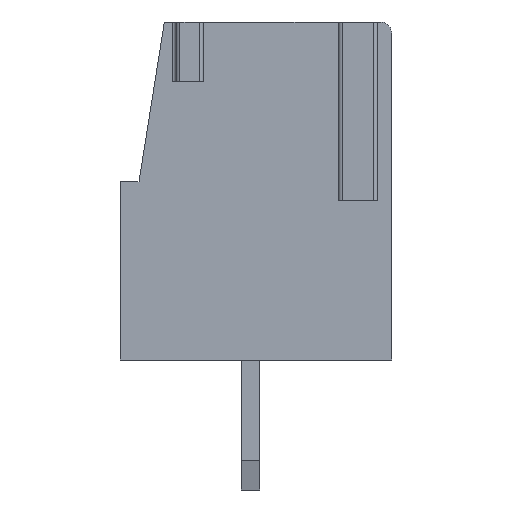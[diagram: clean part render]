
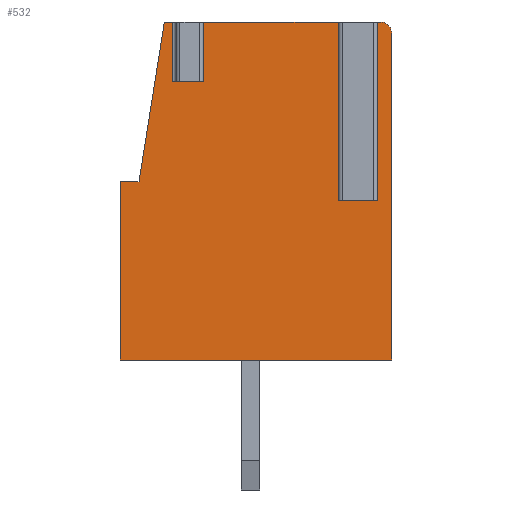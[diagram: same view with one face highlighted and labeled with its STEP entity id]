
A CAD part, left-side view. The second image highlights one B-rep face of the part: STEP entity #532.
In plain terms, the highlighted planar face has unit normal (-1, 0, 0).
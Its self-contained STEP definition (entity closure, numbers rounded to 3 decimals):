
#532 = ADVANCED_FACE( '', ( #1128 ), #1129, .F. );
#1128 = FACE_OUTER_BOUND( '', #1814, .T. );
#1129 = PLANE( '', #1815 );
#1814 = EDGE_LOOP( '', ( #3165, #3166, #3167, #3168, #3169, #3170, #3171, #3172, #3173, #3174, #3175, #3176, #3177, #3178, #3179 ) );
#1815 = AXIS2_PLACEMENT_3D( '', #3180, #3181, #3182 );
#3165 = ORIENTED_EDGE( '', *, *, #4898, .T. );
#3166 = ORIENTED_EDGE( '', *, *, #4623, .T. );
#3167 = ORIENTED_EDGE( '', *, *, #4899, .T. );
#3168 = ORIENTED_EDGE( '', *, *, #4525, .T. );
#3169 = ORIENTED_EDGE( '', *, *, #4900, .T. );
#3170 = ORIENTED_EDGE( '', *, *, #4901, .T. );
#3171 = ORIENTED_EDGE( '', *, *, #4902, .F. );
#3172 = ORIENTED_EDGE( '', *, *, #4903, .T. );
#3173 = ORIENTED_EDGE( '', *, *, #4904, .T. );
#3174 = ORIENTED_EDGE( '', *, *, #4905, .F. );
#3175 = ORIENTED_EDGE( '', *, *, #4906, .T. );
#3176 = ORIENTED_EDGE( '', *, *, #4907, .T. );
#3177 = ORIENTED_EDGE( '', *, *, #4908, .T. );
#3178 = ORIENTED_EDGE( '', *, *, #4909, .F. );
#3179 = ORIENTED_EDGE( '', *, *, #4910, .T. );
#3180 = CARTESIAN_POINT( '', ( -1.75, -8.03, 0. ) );
#3181 = DIRECTION( '', ( 1., 0., 0. ) );
#3182 = DIRECTION( '', ( 0., 0., 1. ) );
#4525 = EDGE_CURVE( '', #5517, #5526, #5528, .T. );
#4623 = EDGE_CURVE( '', #5691, #5695, #5697, .T. );
#4898 = EDGE_CURVE( '', #6108, #5691, #6109, .T. );
#4899 = EDGE_CURVE( '', #5695, #5517, #6110, .T. );
#4900 = EDGE_CURVE( '', #5526, #6111, #6112, .T. );
#4901 = EDGE_CURVE( '', #6111, #6113, #6114, .T. );
#4902 = EDGE_CURVE( '', #6115, #6113, #6116, .T. );
#4903 = EDGE_CURVE( '', #6115, #6117, #6118, .T. );
#4904 = EDGE_CURVE( '', #6117, #6119, #6120, .T. );
#4905 = EDGE_CURVE( '', #6121, #6119, #6122, .T. );
#4906 = EDGE_CURVE( '', #6121, #6123, #6124, .T. );
#4907 = EDGE_CURVE( '', #6123, #6125, #6126, .T. );
#4908 = EDGE_CURVE( '', #6125, #6127, #6128, .T. );
#4909 = EDGE_CURVE( '', #6129, #6127, #6130, .T. );
#4910 = EDGE_CURVE( '', #6129, #6108, #6131, .T. );
#5517 = VERTEX_POINT( '', #6931 );
#5526 = VERTEX_POINT( '', #6945 );
#5528 = LINE( '', #6948, #6949 );
#5691 = VERTEX_POINT( '', #7183 );
#5695 = VERTEX_POINT( '', #7189 );
#5697 = LINE( '', #7192, #7193 );
#6108 = VERTEX_POINT( '', #7797 );
#6109 = LINE( '', #7798, #7799 );
#6110 = LINE( '', #7800, #7801 );
#6111 = VERTEX_POINT( '', #7802 );
#6112 = LINE( '', #7803, #7804 );
#6113 = VERTEX_POINT( '', #7805 );
#6114 = LINE( '', #7806, #7807 );
#6115 = VERTEX_POINT( '', #7808 );
#6116 = CIRCLE( '', #7809, 0.3 );
#6117 = VERTEX_POINT( '', #7810 );
#6118 = LINE( '', #7811, #7812 );
#6119 = VERTEX_POINT( '', #7813 );
#6120 = LINE( '', #7814, #7815 );
#6121 = VERTEX_POINT( '', #7816 );
#6122 = LINE( '', #7817, #7818 );
#6123 = VERTEX_POINT( '', #7819 );
#6124 = LINE( '', #7820, #7821 );
#6125 = VERTEX_POINT( '', #7822 );
#6126 = LINE( '', #7823, #7824 );
#6127 = VERTEX_POINT( '', #7825 );
#6128 = LINE( '', #7826, #7827 );
#6129 = VERTEX_POINT( '', #7828 );
#6130 = LINE( '', #7829, #7830 );
#6131 = LINE( '', #7831, #7832 );
#6931 = CARTESIAN_POINT( '', ( -1.75, 0., 4.8 ) );
#6945 = CARTESIAN_POINT( '', ( -1.75, 0., 0. ) );
#6948 = CARTESIAN_POINT( '', ( -1.75, 0., 0. ) );
#6949 = VECTOR( '', #8511, 1000. );
#7183 = CARTESIAN_POINT( '', ( -1.75, -1.181, 9.1 ) );
#7189 = CARTESIAN_POINT( '', ( -1.75, -0.5, 4.8 ) );
#7192 = CARTESIAN_POINT( '', ( -1.75, 0.26, 0. ) );
#7193 = VECTOR( '', #8604, 1000. );
#7797 = CARTESIAN_POINT( '', ( -1.75, -1.4, 9.1 ) );
#7798 = CARTESIAN_POINT( '', ( -1.75, -3.5, 9.1 ) );
#7799 = VECTOR( '', #8855, 1000. );
#7800 = CARTESIAN_POINT( '', ( -1.75, -3.5, 4.8 ) );
#7801 = VECTOR( '', #8856, 1000. );
#7802 = CARTESIAN_POINT( '', ( -1.75, -7.3, 0. ) );
#7803 = CARTESIAN_POINT( '', ( -1.75, -3.5, 0. ) );
#7804 = VECTOR( '', #8857, 1000. );
#7805 = CARTESIAN_POINT( '', ( -1.75, -7.3, 8.8 ) );
#7806 = CARTESIAN_POINT( '', ( -1.75, -7.3, 0. ) );
#7807 = VECTOR( '', #8858, 1000. );
#7808 = CARTESIAN_POINT( '', ( -1.75, -7., 9.1 ) );
#7809 = AXIS2_PLACEMENT_3D( '', #8859, #8860, #8861 );
#7810 = CARTESIAN_POINT( '', ( -1.75, -6.827, 9.1 ) );
#7811 = CARTESIAN_POINT( '', ( -1.75, -3.5, 9.1 ) );
#7812 = VECTOR( '', #8862, 1000. );
#7813 = CARTESIAN_POINT( '', ( -1.75, -6.827, 4.3 ) );
#7814 = CARTESIAN_POINT( '', ( -1.75, -6.827, 9.1 ) );
#7815 = VECTOR( '', #8863, 1000. );
#7816 = CARTESIAN_POINT( '', ( -1.75, -5.973, 4.3 ) );
#7817 = CARTESIAN_POINT( '', ( -1.75, -3.5, 4.3 ) );
#7818 = VECTOR( '', #8864, 1000. );
#7819 = CARTESIAN_POINT( '', ( -1.75, -5.973, 9.1 ) );
#7820 = CARTESIAN_POINT( '', ( -1.75, -5.973, 4.3 ) );
#7821 = VECTOR( '', #8865, 1000. );
#7822 = CARTESIAN_POINT( '', ( -1.75, -2.127, 9.1 ) );
#7823 = CARTESIAN_POINT( '', ( -1.75, -3.5, 9.1 ) );
#7824 = VECTOR( '', #8866, 1000. );
#7825 = CARTESIAN_POINT( '', ( -1.75, -2.127, 7.5 ) );
#7826 = CARTESIAN_POINT( '', ( -1.75, -2.127, 9.1 ) );
#7827 = VECTOR( '', #8867, 1000. );
#7828 = CARTESIAN_POINT( '', ( -1.75, -1.4, 7.5 ) );
#7829 = CARTESIAN_POINT( '', ( -1.75, -3.5, 7.5 ) );
#7830 = VECTOR( '', #8868, 1000. );
#7831 = CARTESIAN_POINT( '', ( -1.75, -1.4, 7.5 ) );
#7832 = VECTOR( '', #8869, 1000. );
#8511 = DIRECTION( '', ( 0., 0., -1. ) );
#8604 = DIRECTION( '', ( 0., 0.156, -0.988 ) );
#8855 = DIRECTION( '', ( 0., 1., 0. ) );
#8856 = DIRECTION( '', ( 0., 1., 0. ) );
#8857 = DIRECTION( '', ( 0., -1., 0. ) );
#8858 = DIRECTION( '', ( 0., 0., 1. ) );
#8859 = CARTESIAN_POINT( '', ( -1.75, -7., 8.8 ) );
#8860 = DIRECTION( '', ( 1., 0., 0. ) );
#8861 = DIRECTION( '', ( 0., -1., 0. ) );
#8862 = DIRECTION( '', ( 0., 1., 0. ) );
#8863 = DIRECTION( '', ( 0., 0., -1. ) );
#8864 = DIRECTION( '', ( 0., -1., 0. ) );
#8865 = DIRECTION( '', ( 0., 0., 1. ) );
#8866 = DIRECTION( '', ( 0., 1., 0. ) );
#8867 = DIRECTION( '', ( 0., 0., -1. ) );
#8868 = DIRECTION( '', ( 0., -1., 0. ) );
#8869 = DIRECTION( '', ( 0., 0., 1. ) );
